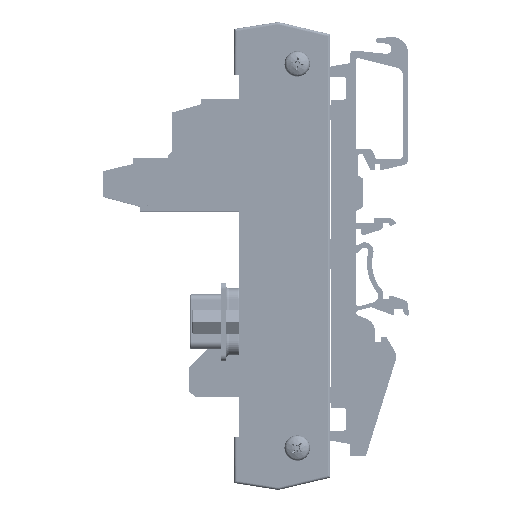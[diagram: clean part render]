
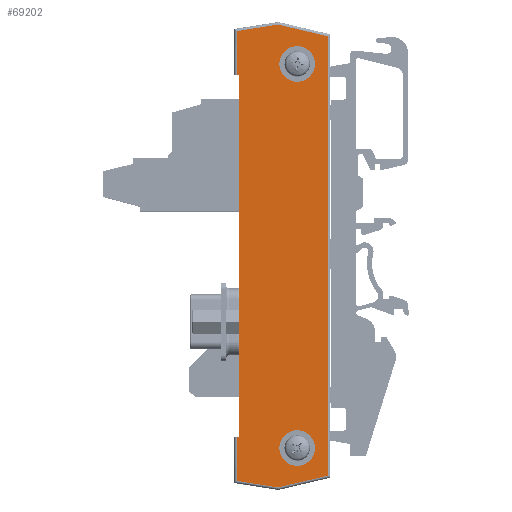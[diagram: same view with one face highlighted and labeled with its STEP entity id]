
A CAD part, left-side view. The second image highlights one B-rep face of the part: STEP entity #69202.
In plain terms, the highlighted face is planar.
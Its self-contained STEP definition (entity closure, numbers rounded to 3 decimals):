
#68741=CARTESIAN_POINT('',(-16.628,6.238,5.0));
#68742=VERTEX_POINT('',#68741);
#68749=CARTESIAN_POINT('',(54.672,6.238,5.0));
#68750=VERTEX_POINT('',#68749);
#68751=CARTESIAN_POINT('',(54.672,6.238,5.0));
#68752=DIRECTION('',(-1.0,0.0,0.0));
#68753=VECTOR('',#68752,71.3);
#68754=LINE('',#68751,#68753);
#68755=EDGE_CURVE('',#68750,#68742,#68754,.T.);
#68998=CARTESIAN_POINT('',(60.272,-5.162,5.0));
#68999=VERTEX_POINT('',#68998);
#69000=CARTESIAN_POINT('',(56.772,-5.162,5.0));
#69001=DIRECTION('',(0.0,0.0,-1.0));
#69002=DIRECTION('',(-1.0,0.0,0.0));
#69003=AXIS2_PLACEMENT_3D('',#69000,#69001,#69002);
#69004=CIRCLE('',#69003,3.5);
#69005=EDGE_CURVE('',#68999,#68999,#69004,.T.);
#69038=CARTESIAN_POINT('',(-15.228,-5.162,5.0));
#69039=VERTEX_POINT('',#69038);
#69040=CARTESIAN_POINT('',(-18.728,-5.162,5.0));
#69041=DIRECTION('',(0.0,0.0,-1.0));
#69042=DIRECTION('',(-1.0,0.0,0.0));
#69043=AXIS2_PLACEMENT_3D('',#69040,#69041,#69042);
#69044=CIRCLE('',#69043,3.5);
#69045=EDGE_CURVE('',#69039,#69039,#69044,.T.);
#69079=CARTESIAN_POINT('',(54.672,6.738,5.0));
#69080=VERTEX_POINT('',#69079);
#69081=CARTESIAN_POINT('',(54.672,6.738,5.0));
#69082=DIRECTION('',(0.0,-1.0,0.0));
#69083=VECTOR('',#69082,0.5);
#69084=LINE('',#69081,#69083);
#69085=EDGE_CURVE('',#69080,#68750,#69084,.T.);
#69110=CARTESIAN_POINT('',(-16.628,6.738,5.0));
#69111=VERTEX_POINT('',#69110);
#69119=CARTESIAN_POINT('',(-16.628,6.238,5.0));
#69120=DIRECTION('',(0.0,1.0,0.0));
#69121=VECTOR('',#69120,0.5);
#69122=LINE('',#69119,#69121);
#69123=EDGE_CURVE('',#68742,#69111,#69122,.T.);
#69132=CARTESIAN_POINT('',(19.022,-2.126,5.0));
#69133=DIRECTION('',(0.0,0.0,1.0));
#69134=DIRECTION('',(1.0,0.0,0.0));
#69135=AXIS2_PLACEMENT_3D('',#69132,#69133,#69134);
#69136=PLANE('',#69135);
#69137=ORIENTED_EDGE('',*,*,#69085,.T.);
#69138=ORIENTED_EDGE('',*,*,#68755,.T.);
#69139=ORIENTED_EDGE('',*,*,#69123,.T.);
#69140=CARTESIAN_POINT('',(-25.176,6.738,5.0));
#69141=VERTEX_POINT('',#69140);
#69142=CARTESIAN_POINT('',(-25.176,6.738,5.0));
#69143=DIRECTION('',(1.0,0.0,0.0));
#69144=VECTOR('',#69143,8.548);
#69145=LINE('',#69142,#69144);
#69146=EDGE_CURVE('',#69141,#69111,#69145,.T.);
#69147=ORIENTED_EDGE('',*,*,#69146,.F.);
#69148=CARTESIAN_POINT('',(-26.459,-1.405,5.0));
#69149=VERTEX_POINT('',#69148);
#69150=CARTESIAN_POINT('',(-26.459,-1.405,5.0));
#69151=DIRECTION('',(0.156,0.988,0.0));
#69152=VECTOR('',#69151,8.244);
#69153=LINE('',#69150,#69152);
#69154=EDGE_CURVE('',#69149,#69141,#69153,.T.);
#69155=ORIENTED_EDGE('',*,*,#69154,.F.);
#69156=CARTESIAN_POINT('',(-24.157,-11.162,5.0));
#69157=VERTEX_POINT('',#69156);
#69158=CARTESIAN_POINT('',(-24.157,-11.162,5.0));
#69159=DIRECTION('',(-0.23,0.973,0.0));
#69160=VECTOR('',#69159,10.024);
#69161=LINE('',#69158,#69160);
#69162=EDGE_CURVE('',#69157,#69149,#69161,.T.);
#69163=ORIENTED_EDGE('',*,*,#69162,.F.);
#69164=CARTESIAN_POINT('',(62.201,-11.162,5.0));
#69165=VERTEX_POINT('',#69164);
#69166=CARTESIAN_POINT('',(62.201,-11.162,5.0));
#69167=DIRECTION('',(-1.0,0.0,0.0));
#69168=VECTOR('',#69167,86.358);
#69169=LINE('',#69166,#69168);
#69170=EDGE_CURVE('',#69165,#69157,#69169,.T.);
#69171=ORIENTED_EDGE('',*,*,#69170,.F.);
#69172=CARTESIAN_POINT('',(64.503,-1.405,5.0));
#69173=VERTEX_POINT('',#69172);
#69174=CARTESIAN_POINT('',(64.503,-1.405,5.0));
#69175=DIRECTION('',(-0.23,-0.973,0.0));
#69176=VECTOR('',#69175,10.024);
#69177=LINE('',#69174,#69176);
#69178=EDGE_CURVE('',#69173,#69165,#69177,.T.);
#69179=ORIENTED_EDGE('',*,*,#69178,.F.);
#69180=CARTESIAN_POINT('',(63.22,6.738,5.0));
#69181=VERTEX_POINT('',#69180);
#69182=CARTESIAN_POINT('',(63.22,6.738,5.0));
#69183=DIRECTION('',(0.156,-0.988,0.0));
#69184=VECTOR('',#69183,8.244);
#69185=LINE('',#69182,#69184);
#69186=EDGE_CURVE('',#69181,#69173,#69185,.T.);
#69187=ORIENTED_EDGE('',*,*,#69186,.F.);
#69188=CARTESIAN_POINT('',(54.672,6.738,5.0));
#69189=DIRECTION('',(1.0,0.0,0.0));
#69190=VECTOR('',#69189,8.548);
#69191=LINE('',#69188,#69190);
#69192=EDGE_CURVE('',#69080,#69181,#69191,.T.);
#69193=ORIENTED_EDGE('',*,*,#69192,.F.);
#69194=EDGE_LOOP('',(#69137,#69138,#69139,#69147,#69155,#69163,#69171,#69179,#69187,#69193));
#69195=FACE_OUTER_BOUND('',#69194,.T.);
#69196=ORIENTED_EDGE('',*,*,#69005,.T.);
#69197=EDGE_LOOP('',(#69196));
#69198=FACE_BOUND('',#69197,.T.);
#69199=ORIENTED_EDGE('',*,*,#69045,.T.);
#69200=EDGE_LOOP('',(#69199));
#69201=FACE_BOUND('',#69200,.T.);
#69202=ADVANCED_FACE('',(#69195,#69198,#69201),#69136,.T.);
